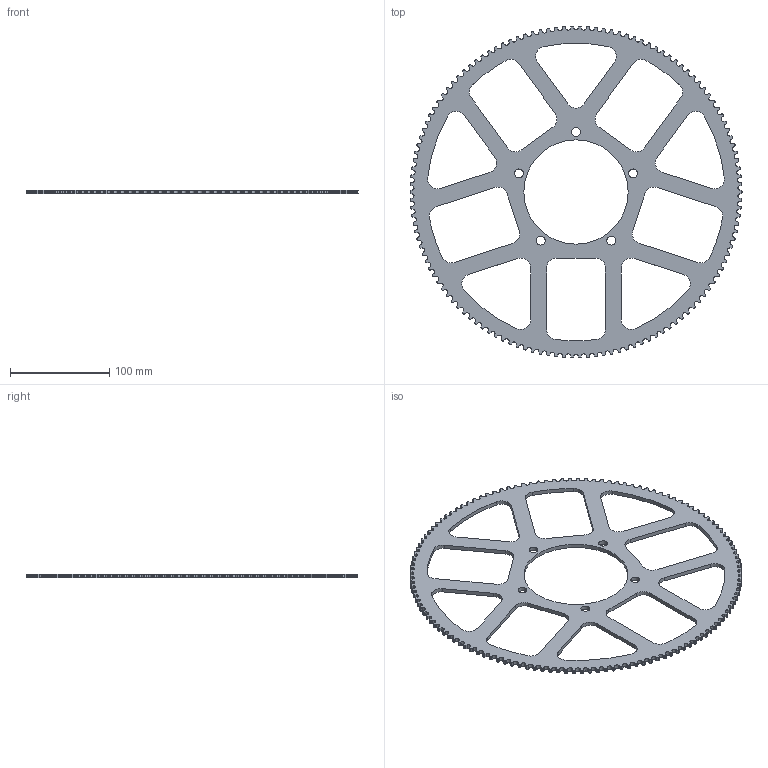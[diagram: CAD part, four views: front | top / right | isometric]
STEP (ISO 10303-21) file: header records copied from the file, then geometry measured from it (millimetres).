
FILE_DESCRIPTION (( 'STEP AP214' ), '1' );
FILE_NAME ('Couronne.STEP', '2021-05-17T17:38:22', ( '' ), ( '' ), 'SwSTEP 2.0', 'SolidWorks 2017', '' );
FILE_SCHEMA (( 'AUTOMOTIVE_DESIGN' ));
Length unit declared in the file: millimetre
Products named in the file (1): Couronne
Bounding box: 334.37 x 334.29 x 4 mm (x, y, z)
Volume: 142086.4 mm3; surface area: 89384.2 mm2
Topology: 1 solids, 1 shells, 981 faces, 2937 edges, 1958 vertices
Faces by surface type: cylinder 694, plane 287
Entity records: 33817 total; most frequent: DIRECTION 6289, CARTESIAN_POINT 5877, ORIENTED_EDGE 5874, EDGE_CURVE 2937, AXIS2_PLACEMENT_3D 2370, VERTEX_POINT 1958, LINE 1549, VECTOR 1549
